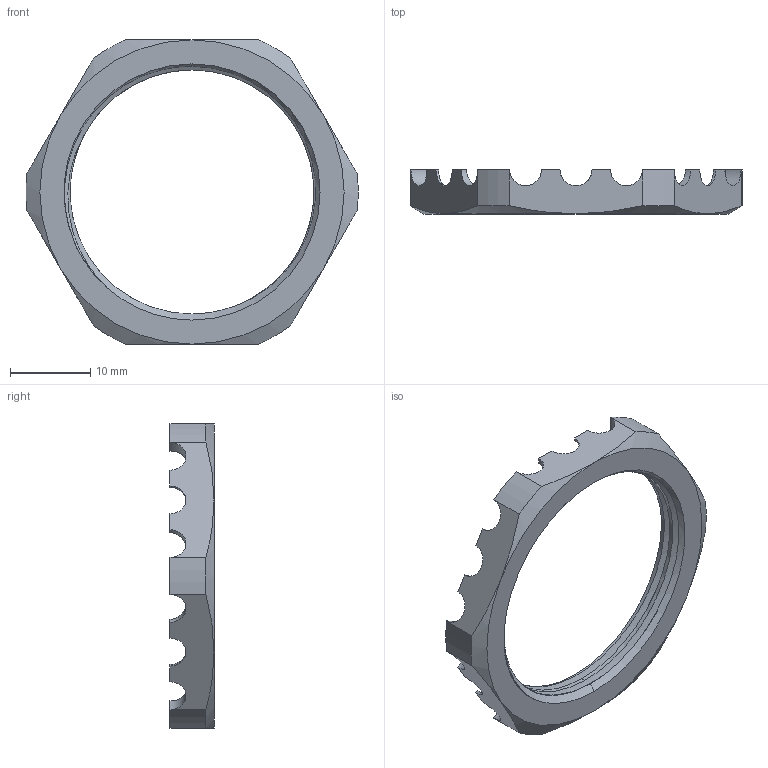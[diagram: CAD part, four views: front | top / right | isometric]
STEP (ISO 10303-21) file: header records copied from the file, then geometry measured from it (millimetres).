
FILE_DESCRIPTION (( 'STEP AP203' ), '1' );
FILE_NAME ('M32-Lock-Nut-Self-locking-7957505.step', '2025-04-08T08:26:39', ( '' ), ( '' ), 'SwSTEP 2.0', 'SolidWorks 2022', '' );
FILE_SCHEMA (( 'CONFIG_CONTROL_DESIGN' ));
Length unit declared in the file: millimetre
Products named in the file (1): M32-Lock-Nut-Self-locking-7957505
Bounding box: 41.47 x 5.5 x 38 mm (x, y, z)
Volume: 1765.4 mm3; surface area: 2151.4 mm2
Topology: 1 solids, 1 shells, 86 faces, 225 edges, 141 vertices
Faces by surface type: cylinder 48, plane 26, cone 9, bspline 3
Entity records: 4233 total; most frequent: CARTESIAN_POINT 2128, ORIENTED_EDGE 450, DIRECTION 407, EDGE_CURVE 225, AXIS2_PLACEMENT_3D 164, VERTEX_POINT 141, EDGE_LOOP 88, ADVANCED_FACE 86
